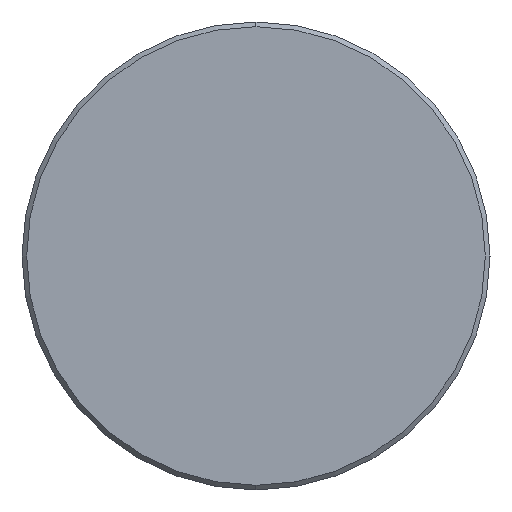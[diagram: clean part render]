
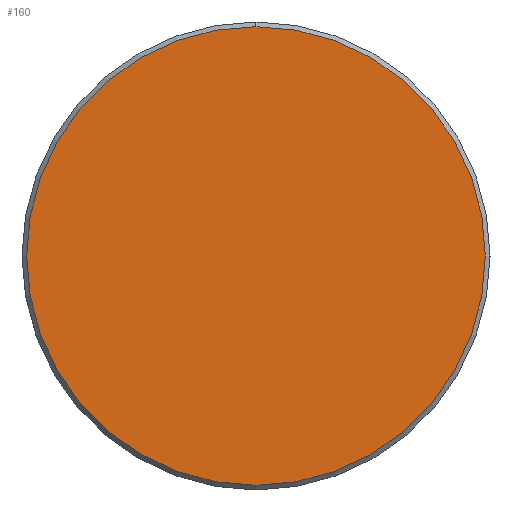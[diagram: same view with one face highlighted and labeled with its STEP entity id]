
A CAD part, left-side view. The second image highlights one B-rep face of the part: STEP entity #160.
In plain terms, the highlighted planar face has unit normal (-1, 0, 0).
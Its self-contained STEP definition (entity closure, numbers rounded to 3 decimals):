
#47 = DIRECTION ( 'NONE',  ( 0., 0., -1. ) ) ;
#57 = CARTESIAN_POINT ( 'NONE',  ( 0., 0., 0. ) ) ;
#59 = DIRECTION ( 'NONE',  ( 1., 0., 0. ) ) ;
#86 = CARTESIAN_POINT ( 'NONE',  ( 0., 0., 0. ) ) ;
#127 = AXIS2_PLACEMENT_3D ( 'NONE', #246, #509, #680 ) ;
#137 = CIRCLE ( 'NONE', #178, 14.7 ) ;
#160 = ADVANCED_FACE ( 'NONE', ( #194 ), #419, .F. ) ;
#178 = AXIS2_PLACEMENT_3D ( 'NONE', #86, #531, #207 ) ;
#194 = FACE_OUTER_BOUND ( 'NONE', #696, .T. ) ;
#207 = DIRECTION ( 'NONE',  ( 0., 0., 1. ) ) ;
#246 = CARTESIAN_POINT ( 'NONE',  ( 0., 0., 0. ) ) ;
#336 = CIRCLE ( 'NONE', #127, 14.7 ) ;
#337 = ORIENTED_EDGE ( 'NONE', *, *, #676, .T. ) ;
#409 = CARTESIAN_POINT ( 'NONE',  ( 0., 0., -14.7 ) ) ;
#413 = ORIENTED_EDGE ( 'NONE', *, *, #566, .T. ) ;
#419 = PLANE ( 'NONE',  #513 ) ;
#509 = DIRECTION ( 'NONE',  ( -1., 0., 0. ) ) ;
#513 = AXIS2_PLACEMENT_3D ( 'NONE', #57, #59, #47 ) ;
#531 = DIRECTION ( 'NONE',  ( -1., 0., 0. ) ) ;
#566 = EDGE_CURVE ( 'NONE', #599, #638, #336, .T. ) ;
#569 = CARTESIAN_POINT ( 'NONE',  ( 0., 0., 14.7 ) ) ;
#599 = VERTEX_POINT ( 'NONE', #569 ) ;
#638 = VERTEX_POINT ( 'NONE', #409 ) ;
#676 = EDGE_CURVE ( 'NONE', #638, #599, #137, .T. ) ;
#680 = DIRECTION ( 'NONE',  ( 0., 0., 1. ) ) ;
#696 = EDGE_LOOP ( 'NONE', ( #337, #413 ) ) ;
